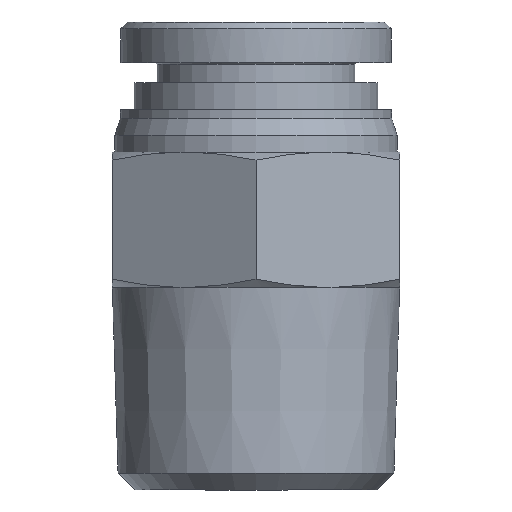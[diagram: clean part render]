
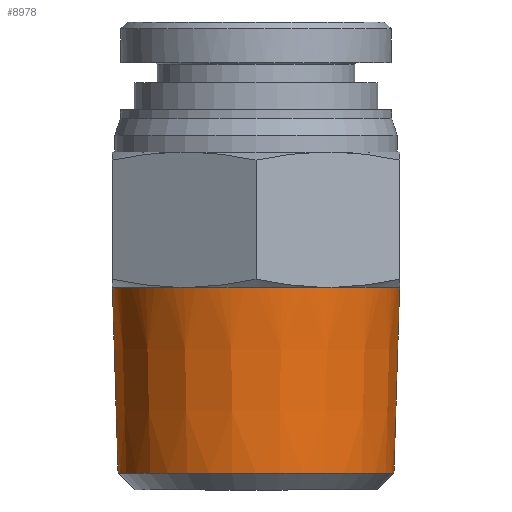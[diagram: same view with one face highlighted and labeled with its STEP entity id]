
A CAD part, left-side view. The second image highlights one B-rep face of the part: STEP entity #8978.
In plain terms, the highlighted conical face has half-angle 1.754 degrees and reference radius 8.316 mm.
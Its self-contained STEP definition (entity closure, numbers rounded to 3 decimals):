
#5661=CARTESIAN_POINT('',(-8.5,12.,0.0));
#5662=VERTEX_POINT('',#5661);
#8641=CARTESIAN_POINT('',(8.5,12.,0.));
#8642=VERTEX_POINT('',#8641);
#8906=CARTESIAN_POINT('',(-8.163,1.,0.));
#8907=VERTEX_POINT('',#8906);
#8908=CARTESIAN_POINT('',(0.,1.,0.));
#8909=DIRECTION('',(0.0,-1.0,0.0));
#8910=DIRECTION('',(1.0,0.0,0.0));
#8911=AXIS2_PLACEMENT_3D('',#8908,#8909,#8910);
#8912=CIRCLE('',#8911,8.163);
#8913=EDGE_CURVE('',#8907,#8907,#8912,.T.);
#8918=CARTESIAN_POINT('',(0.,6.,0.0));
#8919=DIRECTION('',(0.,1.0,0.0));
#8920=DIRECTION('',(-1.0,0.0,0.0));
#8921=AXIS2_PLACEMENT_3D('',#8918,#8919,#8920);
#8922=CONICAL_SURFACE('',#8921,8.316,1.754);
#8923=CARTESIAN_POINT('',(-4.25,12.,7.361));
#8924=VERTEX_POINT('',#8923);
#8925=CARTESIAN_POINT('',(0.,12.,0.0));
#8926=DIRECTION('',(0.0,1.0,0.0));
#8927=DIRECTION('',(-1.0,0.0,0.0));
#8928=AXIS2_PLACEMENT_3D('',#8925,#8926,#8927);
#8929=CIRCLE('',#8928,8.5);
#8930=EDGE_CURVE('',#5662,#8924,#8929,.T.);
#8931=ORIENTED_EDGE('',*,*,#8930,.F.);
#8932=CARTESIAN_POINT('',(-4.25,12.,-7.361));
#8933=VERTEX_POINT('',#8932);
#8934=CARTESIAN_POINT('',(0.,12.,0.0));
#8935=DIRECTION('',(0.0,1.0,0.0));
#8936=DIRECTION('',(-1.0,0.0,0.0));
#8937=AXIS2_PLACEMENT_3D('',#8934,#8935,#8936);
#8938=CIRCLE('',#8937,8.5);
#8939=EDGE_CURVE('',#8933,#5662,#8938,.T.);
#8940=ORIENTED_EDGE('',*,*,#8939,.F.);
#8941=CARTESIAN_POINT('',(4.25,12.,-7.361));
#8942=VERTEX_POINT('',#8941);
#8943=CARTESIAN_POINT('',(0.,12.,0.0));
#8944=DIRECTION('',(0.0,1.0,0.0));
#8945=DIRECTION('',(-1.0,0.0,0.0));
#8946=AXIS2_PLACEMENT_3D('',#8943,#8944,#8945);
#8947=CIRCLE('',#8946,8.5);
#8948=EDGE_CURVE('',#8942,#8933,#8947,.T.);
#8949=ORIENTED_EDGE('',*,*,#8948,.F.);
#8950=CARTESIAN_POINT('',(0.,12.,0.0));
#8951=DIRECTION('',(0.0,1.0,0.0));
#8952=DIRECTION('',(-1.0,0.0,0.0));
#8953=AXIS2_PLACEMENT_3D('',#8950,#8951,#8952);
#8954=CIRCLE('',#8953,8.5);
#8955=EDGE_CURVE('',#8642,#8942,#8954,.T.);
#8956=ORIENTED_EDGE('',*,*,#8955,.F.);
#8957=CARTESIAN_POINT('',(4.25,12.,7.361));
#8958=VERTEX_POINT('',#8957);
#8959=CARTESIAN_POINT('',(0.,12.,0.0));
#8960=DIRECTION('',(0.0,1.0,0.0));
#8961=DIRECTION('',(-1.0,0.0,0.0));
#8962=AXIS2_PLACEMENT_3D('',#8959,#8960,#8961);
#8963=CIRCLE('',#8962,8.5);
#8964=EDGE_CURVE('',#8958,#8642,#8963,.T.);
#8965=ORIENTED_EDGE('',*,*,#8964,.F.);
#8966=CARTESIAN_POINT('',(0.,12.,0.0));
#8967=DIRECTION('',(0.0,1.0,0.0));
#8968=DIRECTION('',(-1.0,0.0,0.0));
#8969=AXIS2_PLACEMENT_3D('',#8966,#8967,#8968);
#8970=CIRCLE('',#8969,8.5);
#8971=EDGE_CURVE('',#8924,#8958,#8970,.T.);
#8972=ORIENTED_EDGE('',*,*,#8971,.F.);
#8973=EDGE_LOOP('',(#8931,#8940,#8949,#8956,#8965,#8972));
#8974=FACE_OUTER_BOUND('',#8973,.T.);
#8975=ORIENTED_EDGE('',*,*,#8913,.F.);
#8976=EDGE_LOOP('',(#8975));
#8977=FACE_BOUND('',#8976,.T.);
#8978=ADVANCED_FACE('',(#8974,#8977),#8922,.T.);
